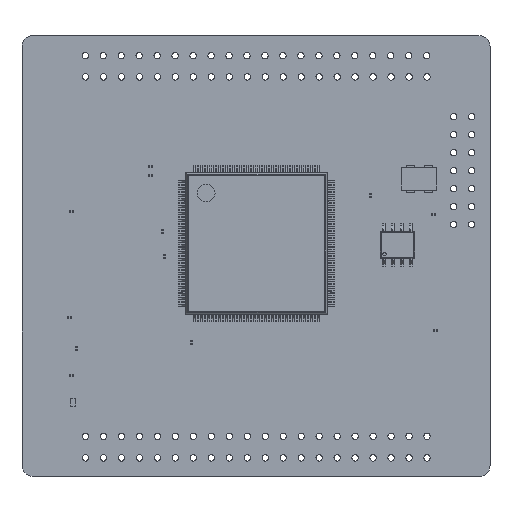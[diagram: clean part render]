
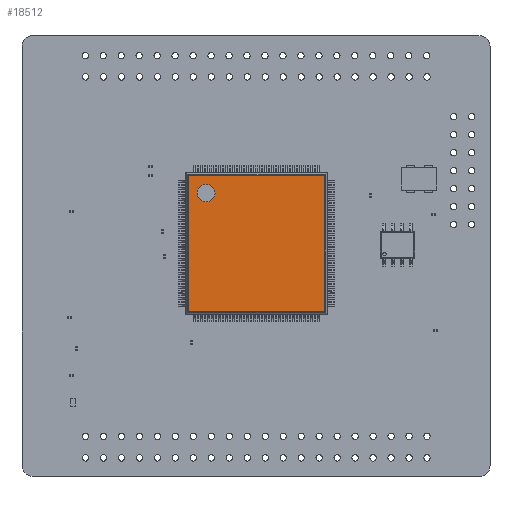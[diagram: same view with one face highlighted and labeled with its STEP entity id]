
A CAD part, top view. The second image highlights one B-rep face of the part: STEP entity #18512.
In plain terms, the highlighted planar face has unit normal (0, 0, 1).
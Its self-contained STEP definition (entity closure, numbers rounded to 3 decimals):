
#18418 = VERTEX_POINT('',#18419);
#18419 = CARTESIAN_POINT('',(-9.646,-9.646,1.6));
#18426 = EDGE_CURVE('',#18418,#18427,#18429,.T.);
#18427 = VERTEX_POINT('',#18428);
#18428 = CARTESIAN_POINT('',(-9.646,9.646,1.6));
#18429 = LINE('',#18430,#18431);
#18430 = CARTESIAN_POINT('',(-9.646,-9.722,1.6));
#18431 = VECTOR('',#18432,1.);
#18432 = DIRECTION('',(0.,1.,0.));
#18493 = VERTEX_POINT('',#18494);
#18494 = CARTESIAN_POINT('',(9.646,-9.646,1.6));
#18501 = EDGE_CURVE('',#18418,#18493,#18502,.T.);
#18502 = LINE('',#18503,#18504);
#18503 = CARTESIAN_POINT('',(-9.722,-9.646,1.6));
#18504 = VECTOR('',#18505,1.);
#18505 = DIRECTION('',(1.,0.,0.));
#18512 = ADVANCED_FACE('',(#18513,#18531),#18542,.T.);
#18513 = FACE_BOUND('',#18514,.T.);
#18514 = EDGE_LOOP('',(#18515,#18516,#18517,#18525));
#18515 = ORIENTED_EDGE('',*,*,#18426,.F.);
#18516 = ORIENTED_EDGE('',*,*,#18501,.T.);
#18517 = ORIENTED_EDGE('',*,*,#18518,.T.);
#18518 = EDGE_CURVE('',#18493,#18519,#18521,.T.);
#18519 = VERTEX_POINT('',#18520);
#18520 = CARTESIAN_POINT('',(9.646,9.646,1.6));
#18521 = LINE('',#18522,#18523);
#18522 = CARTESIAN_POINT('',(9.646,-9.722,1.6));
#18523 = VECTOR('',#18524,1.);
#18524 = DIRECTION('',(0.,1.,0.));
#18525 = ORIENTED_EDGE('',*,*,#18526,.F.);
#18526 = EDGE_CURVE('',#18427,#18519,#18527,.T.);
#18527 = LINE('',#18528,#18529);
#18528 = CARTESIAN_POINT('',(-9.722,9.646,1.6));
#18529 = VECTOR('',#18530,1.);
#18530 = DIRECTION('',(1.,0.,0.));
#18531 = FACE_BOUND('',#18532,.T.);
#18532 = EDGE_LOOP('',(#18533));
#18533 = ORIENTED_EDGE('',*,*,#18534,.F.);
#18534 = EDGE_CURVE('',#18535,#18535,#18537,.T.);
#18535 = VERTEX_POINT('',#18536);
#18536 = CARTESIAN_POINT('',(-5.862,7.112,1.6));
#18537 = CIRCLE('',#18538,1.25);
#18538 = AXIS2_PLACEMENT_3D('',#18539,#18540,#18541);
#18539 = CARTESIAN_POINT('',(-7.112,7.112,1.6));
#18540 = DIRECTION('',(0.,0.,1.));
#18541 = DIRECTION('',(1.,0.,0.));
#18542 = PLANE('',#18543);
#18543 = AXIS2_PLACEMENT_3D('',#18544,#18545,#18546);
#18544 = CARTESIAN_POINT('',(-10.,-10.,1.6));
#18545 = DIRECTION('',(0.,0.,1.));
#18546 = DIRECTION('',(1.,0.,0.));
